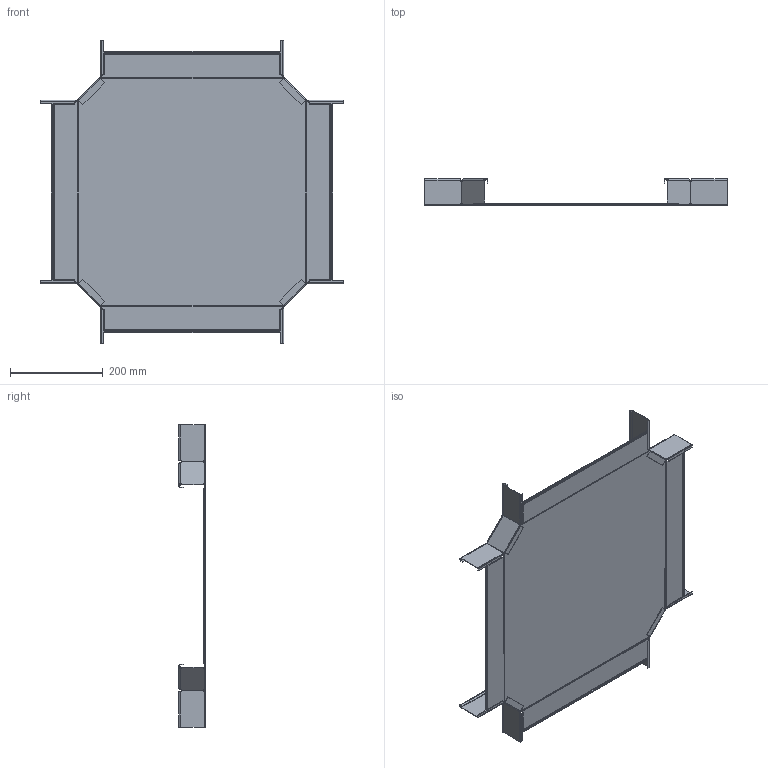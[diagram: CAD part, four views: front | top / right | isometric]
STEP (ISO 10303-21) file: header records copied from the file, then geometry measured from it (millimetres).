
FILE_DESCRIPTION (( 'STEP AP214' ), '1' );
FILE_NAME ('7027317.STEP', '2024-11-05T10:39:37', ( '' ), ( '' ), 'SwSTEP 2.0', 'SolidWorks 2022', '' );
FILE_SCHEMA (( 'AUTOMOTIVE_DESIGN' ));
Length unit declared in the file: millimetre
Products named in the file (3): 167655_60x90°; 171992_400; 7027317
Assembly tree (5 placements, depth 2):
  7027317
    171992_400
    167655_60x90°  x4
Bounding box: 653.97 x 57 x 653.97 mm (x, y, z)
Volume: 414886.1 mm3; surface area: 801239.5 mm2
Topology: 5 solids, 5 shells, 442 faces, 976 edges, 544 vertices
Faces by surface type: plane 266, cylinder 144, bspline 32
Entity records: 6330 total; most frequent: CARTESIAN_POINT 1824, ORIENTED_EDGE 932, DIRECTION 806, EDGE_CURVE 466, AXIS2_PLACEMENT_3D 270, VERTEX_POINT 268, LINE 266, VECTOR 266
